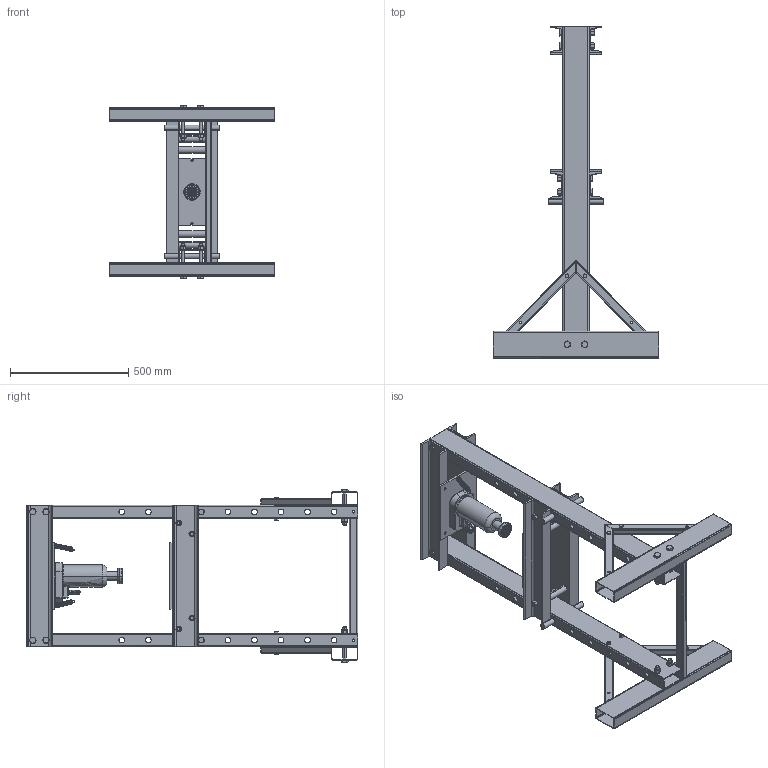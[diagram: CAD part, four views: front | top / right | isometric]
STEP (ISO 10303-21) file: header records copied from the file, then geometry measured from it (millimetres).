
FILE_DESCRIPTION(('FreeCAD Model'),'2;1');
FILE_NAME('Open CASCADE Shape Model','2025-05-09T11:08:05',('FreeCAD'),( 'FreeCAD'),'Open CASCADE STEP processor 7.6','FreeCAD','Unknown');
FILE_SCHEMA(('AUTOMOTIVE_DESIGN { 1 0 10303 214 1 1 1 1 }'));
Products named in the file (1): Open CASCADE STEP translator 7.6 1
Bounding box: 702.14 x 1404.27 x 730.22 mm (x, y, z)
Volume: 11527259.2 mm3; surface area: 4784778.9 mm2
Topology: 56 solids, 57 shells, 1762 faces, 4082 edges, 2438 vertices
Faces by surface type: bspline 1762
Entity records: 149024 total; most frequent: CARTESIAN_POINT 125133, ORIENTED_EDGE 8124, EDGE_CURVE 4062, VERTEX_POINT 2438, B_SPLINE_CURVE_WITH_KNOTS 2420, FACE_BOUND 2090, EDGE_LOOP 2090, ADVANCED_FACE 1762
